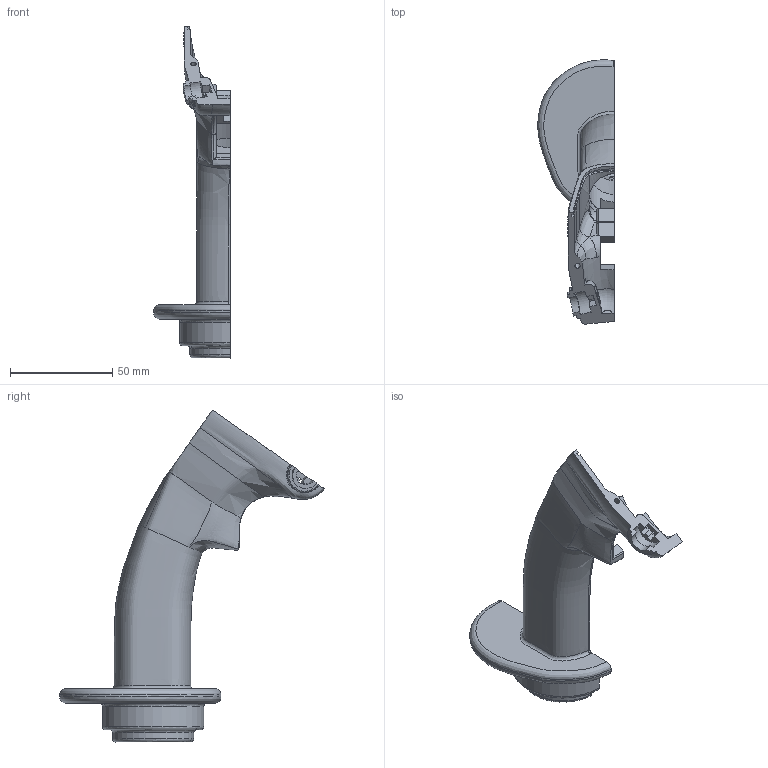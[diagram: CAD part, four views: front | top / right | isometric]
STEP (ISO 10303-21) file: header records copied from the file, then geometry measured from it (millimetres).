
FILE_DESCRIPTION(/* description */ ('STEP AP242','CAx-IF Rec.Pracs.---Representation and Presentation of Product Manufacturing Information (PMI)---4.0---2014-10-13','CAx-IF Rec.Pracs.---3D Tessellated Geometry---0.4---2014-09-14','2;1'),/* implementation_level */ '2;1');
FILE_NAME(/* name */ 'Full Assembly - Part 4',/* time_stamp */ '2025-06-24T23:24:55Z',/* author */ (''),/* organization */ (''),/* preprocessor_version */ 'ST-DEVELOPER v20',/* originating_system */ 'ONSHAPE BY PTC INC, 1.199',/* authorisation */ ' ');
FILE_SCHEMA (('AP242_MANAGED_MODEL_BASED_3D_ENGINEERING_MIM_LF { 1 0 10303 442 1 1 4 }'));
Length unit declared in the file: metre
Products named in the file (1): Part 4
Bounding box: 37.45 x 129.1 x 162.03 mm (x, y, z)
Volume: 66346.4 mm3; surface area: 25727.1 mm2
Topology: 1 solids, 1 shells, 183 faces, 507 edges, 327 vertices
Faces by surface type: plane 90, bspline 51, cylinder 29, torus 11, sphere 1, cone 1
Full cylindrical faces by diameter (mm): 2.65 x1, 2.7 x1, 2.75 x1
Entity records: 21316 total; most frequent: CARTESIAN_POINT 17148, ORIENTED_EDGE 1006, DIRECTION 635, EDGE_CURVE 503, VERTEX_POINT 327, LINE 229, VECTOR 229, B_SPLINE_CURVE_WITH_KNOTS 204
